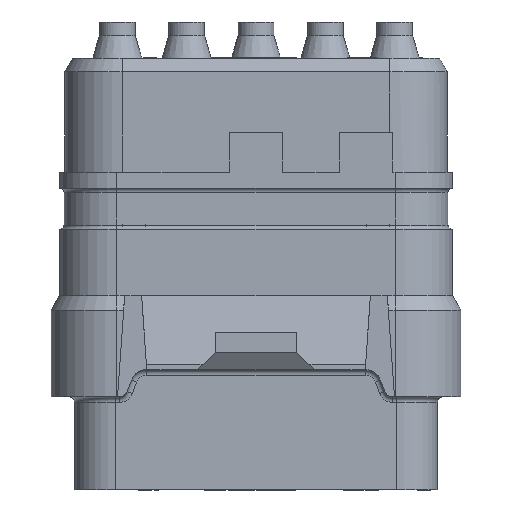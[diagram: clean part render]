
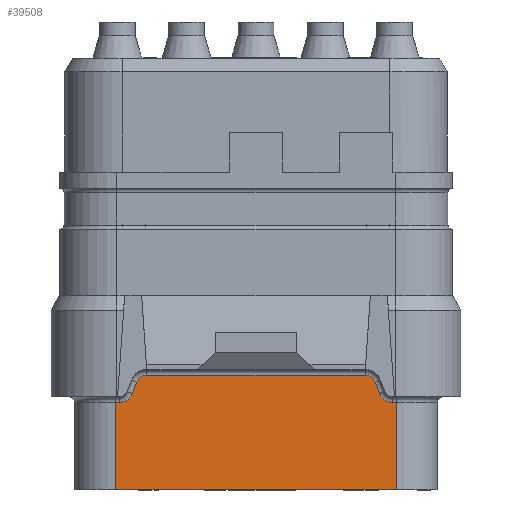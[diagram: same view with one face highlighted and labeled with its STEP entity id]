
A CAD part, front view. The second image highlights one B-rep face of the part: STEP entity #39508.
In plain terms, the highlighted planar face has unit normal (0, -1, 0).
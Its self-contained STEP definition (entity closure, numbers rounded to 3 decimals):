
#2708=DIRECTION('',(-1.,0.,0.));
#2709=VECTOR('',#2708,0.15);
#2710=CARTESIAN_POINT('',(5.15,-5.775,-8.43));
#2711=LINE('',#2710,#2709);
#2712=DIRECTION('',(0.,0.,-1.));
#2713=VECTOR('',#2712,3.2);
#2714=CARTESIAN_POINT('',(5.15,-5.775,-8.43));
#2715=LINE('',#2714,#2713);
#2716=DIRECTION('',(-1.,0.,0.));
#2717=VECTOR('',#2716,0.15);
#2718=CARTESIAN_POINT('',(-5.,-5.775,-8.43));
#2719=LINE('',#2718,#2717);
#2720=CARTESIAN_POINT('',(-5.,-5.775,-7.93));
#2721=DIRECTION('',(0.,1.,0.));
#2722=DIRECTION('',(0.935,0.,-0.354));
#2723=AXIS2_PLACEMENT_3D('',#2720,#2721,#2722);
#2725=DIRECTION('',(-0.354,0.,-0.935));
#2726=VECTOR('',#2725,0.447);
#2727=CARTESIAN_POINT('',(-4.374,-5.775,-7.689));
#2728=LINE('',#2727,#2726);
#2729=CARTESIAN_POINT('',(-4.,-5.775,-7.83));
#2730=DIRECTION('',(0.,-1.,0.));
#2731=DIRECTION('',(0.,0.,1.));
#2732=AXIS2_PLACEMENT_3D('',#2729,#2730,#2731);
#2734=DIRECTION('',(-1.,0.,0.));
#2735=VECTOR('',#2734,8.);
#2736=CARTESIAN_POINT('',(4.,-5.775,-7.43));
#2737=LINE('',#2736,#2735);
#2738=CARTESIAN_POINT('',(4.,-5.775,-7.83));
#2739=DIRECTION('',(0.,-1.,0.));
#2740=DIRECTION('',(0.935,0.,0.354));
#2741=AXIS2_PLACEMENT_3D('',#2738,#2739,#2740);
#2743=DIRECTION('',(-0.354,0.,0.935));
#2744=VECTOR('',#2743,0.447);
#2745=CARTESIAN_POINT('',(4.532,-5.775,-8.107));
#2746=LINE('',#2745,#2744);
#2747=CARTESIAN_POINT('',(5.,-5.775,-7.93));
#2748=DIRECTION('',(0.,1.,0.));
#2749=DIRECTION('',(0.,0.,-1.));
#2750=AXIS2_PLACEMENT_3D('',#2747,#2748,#2749);
#2844=DIRECTION('',(0.,0.,-1.));
#2845=VECTOR('',#2844,3.2);
#2846=CARTESIAN_POINT('',(-5.15,-5.775,-8.43));
#2847=LINE('',#2846,#2845);
#2871=DIRECTION('',(-1.,0.,0.));
#2872=VECTOR('',#2871,10.3);
#2873=CARTESIAN_POINT('',(5.15,-5.775,-11.63));
#2874=LINE('',#2873,#2872);
#29436=CARTESIAN_POINT('',(5.15,-5.775,-11.63));
#29437=VERTEX_POINT('',#29436);
#29438=CARTESIAN_POINT('',(-5.15,-5.775,-11.63));
#29439=VERTEX_POINT('',#29438);
#29572=CARTESIAN_POINT('',(5.15,-5.775,-8.43));
#29573=CARTESIAN_POINT('',(5.,-5.775,-8.43));
#29574=VERTEX_POINT('',#29572);
#29575=VERTEX_POINT('',#29573);
#29578=CARTESIAN_POINT('',(4.532,-5.775,-8.107));
#29579=VERTEX_POINT('',#29578);
#29582=CARTESIAN_POINT('',(4.374,-5.775,-7.689));
#29583=VERTEX_POINT('',#29582);
#29584=CARTESIAN_POINT('',(4.,-5.775,-7.43));
#29585=VERTEX_POINT('',#29584);
#29586=CARTESIAN_POINT('',(-4.,-5.775,-7.43));
#29587=VERTEX_POINT('',#29586);
#29588=CARTESIAN_POINT('',(-4.374,-5.775,-7.689));
#29589=VERTEX_POINT('',#29588);
#29594=CARTESIAN_POINT('',(-4.532,-5.775,-8.107));
#29595=VERTEX_POINT('',#29594);
#29598=CARTESIAN_POINT('',(-5.,-5.775,-8.43));
#29599=VERTEX_POINT('',#29598);
#29602=CARTESIAN_POINT('',(-5.15,-5.775,-8.43));
#29603=VERTEX_POINT('',#29602);
#39486=CARTESIAN_POINT('',(5.15,-5.775,-8.23));
#39487=DIRECTION('',(0.,-1.,0.));
#39488=DIRECTION('',(-1.,0.,0.));
#39489=AXIS2_PLACEMENT_3D('',#39486,#39487,#39488);
#39490=PLANE('',#39489);
#39491=ORIENTED_EDGE('',*,*,#39134,.F.);
#39493=ORIENTED_EDGE('',*,*,#39492,.T.);
#39495=ORIENTED_EDGE('',*,*,#39494,.T.);
#39497=ORIENTED_EDGE('',*,*,#39496,.F.);
#39498=ORIENTED_EDGE('',*,*,#39426,.F.);
#39499=ORIENTED_EDGE('',*,*,#39441,.F.);
#39500=ORIENTED_EDGE('',*,*,#39480,.F.);
#39501=ORIENTED_EDGE('',*,*,#39022,.F.);
#39502=ORIENTED_EDGE('',*,*,#39037,.F.);
#39503=ORIENTED_EDGE('',*,*,#39052,.F.);
#39504=ORIENTED_EDGE('',*,*,#39093,.F.);
#39505=ORIENTED_EDGE('',*,*,#39108,.F.);
#39506=EDGE_LOOP('',(#39491,#39493,#39495,#39497,#39498,#39499,#39500,#39501,
#39502,#39503,#39504,#39505));
#39507=FACE_OUTER_BOUND('',#39506,.F.);
#39508=ADVANCED_FACE('',(#39507),#39490,.T.);
#2724=CIRCLE('',#2723,0.5);
#2733=CIRCLE('',#2732,0.4);
#2742=CIRCLE('',#2741,0.4);
#2751=CIRCLE('',#2750,0.5);
#39022=EDGE_CURVE('',#29587,#29589,#2733,.T.);
#39037=EDGE_CURVE('',#29585,#29587,#2737,.T.);
#39052=EDGE_CURVE('',#29583,#29585,#2742,.T.);
#39093=EDGE_CURVE('',#29579,#29583,#2746,.T.);
#39108=EDGE_CURVE('',#29575,#29579,#2751,.T.);
#39134=EDGE_CURVE('',#29574,#29575,#2711,.T.);
#39426=EDGE_CURVE('',#29599,#29603,#2719,.T.);
#39441=EDGE_CURVE('',#29595,#29599,#2724,.T.);
#39480=EDGE_CURVE('',#29589,#29595,#2728,.T.);
#39492=EDGE_CURVE('',#29574,#29437,#2715,.T.);
#39494=EDGE_CURVE('',#29437,#29439,#2874,.T.);
#39496=EDGE_CURVE('',#29603,#29439,#2847,.T.);
